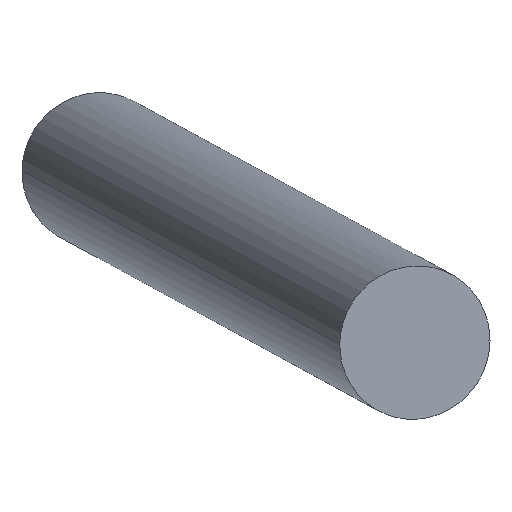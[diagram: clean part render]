
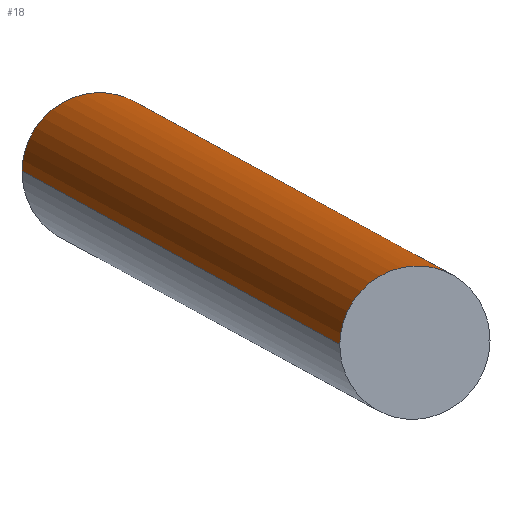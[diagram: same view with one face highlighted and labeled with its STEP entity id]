
A CAD part, left-side view. The second image highlights one B-rep face of the part: STEP entity #18.
In plain terms, the highlighted free-form (B-spline) face has degree [2, 1] with [5, 2] control points.
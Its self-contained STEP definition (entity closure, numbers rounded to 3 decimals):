
#18=ADVANCED_FACE('',(#22),#58,.T.);
#22=FACE_OUTER_BOUND('',#26,.T.);
#26=EDGE_LOOP('',(#35,#36,#37,#38));
#35=ORIENTED_EDGE('',*,*,#43,.T.);
#36=ORIENTED_EDGE('',*,*,#40,.T.);
#37=ORIENTED_EDGE('',*,*,#44,.F.);
#38=ORIENTED_EDGE('',*,*,#42,.F.);
#40=EDGE_CURVE('',#51,#52,#46,.T.);
#42=EDGE_CURVE('',#53,#54,#48,.T.);
#43=EDGE_CURVE('',#53,#51,#49,.T.);
#44=EDGE_CURVE('',#54,#52,#50,.T.);
#46=(
BOUNDED_CURVE()
B_SPLINE_CURVE(1,(#120,#121),.UNSPECIFIED.,.F.,.F.)
B_SPLINE_CURVE_WITH_KNOTS((2,2),(0.,33.892),.UNSPECIFIED.)
CURVE()
GEOMETRIC_REPRESENTATION_ITEM()
RATIONAL_B_SPLINE_CURVE((1.,1.))
REPRESENTATION_ITEM('')
);
#48=(
BOUNDED_CURVE()
B_SPLINE_CURVE(1,(#127,#128),.UNSPECIFIED.,.F.,.F.)
B_SPLINE_CURVE_WITH_KNOTS((2,2),(0.,33.892),.UNSPECIFIED.)
CURVE()
GEOMETRIC_REPRESENTATION_ITEM()
RATIONAL_B_SPLINE_CURVE((1.,1.))
REPRESENTATION_ITEM('')
);
#49=(
BOUNDED_CURVE()
B_SPLINE_CURVE(2,(#129,#130,#131,#132,#133),.UNSPECIFIED.,.F.,.F.)
B_SPLINE_CURVE_WITH_KNOTS((3,2,3),(6.283,9.425,12.566),
 .UNSPECIFIED.)
CURVE()
GEOMETRIC_REPRESENTATION_ITEM()
RATIONAL_B_SPLINE_CURVE((1.,0.707,1.,0.707,1.))
REPRESENTATION_ITEM('')
);
#50=(
BOUNDED_CURVE()
B_SPLINE_CURVE(2,(#134,#135,#136,#137,#138),.UNSPECIFIED.,.F.,.F.)
B_SPLINE_CURVE_WITH_KNOTS((3,2,3),(6.283,9.425,12.566),
 .UNSPECIFIED.)
CURVE()
GEOMETRIC_REPRESENTATION_ITEM()
RATIONAL_B_SPLINE_CURVE((1.,0.707,1.,0.707,1.))
REPRESENTATION_ITEM('')
);
#51=VERTEX_POINT('',#111);
#52=VERTEX_POINT('',#112);
#53=VERTEX_POINT('',#113);
#54=VERTEX_POINT('',#114);
#58=(
BOUNDED_SURFACE()
B_SPLINE_SURFACE(2,1,((#101,#102),(#103,#104),(#105,#106),(#107,#108),(#109,
#110)),.UNSPECIFIED.,.F.,.F.,.F.)
B_SPLINE_SURFACE_WITH_KNOTS((3,2,3),(2,2),(6.283,9.425,
12.566),(0.,33.892),.UNSPECIFIED.)
GEOMETRIC_REPRESENTATION_ITEM()
RATIONAL_B_SPLINE_SURFACE(((1.,1.),(0.707,0.707),
(1.,1.),(0.707,0.707),(1.,1.)))
REPRESENTATION_ITEM('')
SURFACE()
);
#101=CARTESIAN_POINT('',(91.089,-226.05,-922.915));
#102=CARTESIAN_POINT('',(123.665,-217.837,-918.438));
#103=CARTESIAN_POINT('',(90.822,-226.073,-920.933));
#104=CARTESIAN_POINT('',(123.398,-217.86,-916.456));
#105=CARTESIAN_POINT('',(91.305,-228.013,-920.891));
#106=CARTESIAN_POINT('',(123.881,-219.801,-916.413));
#107=CARTESIAN_POINT('',(91.789,-229.953,-920.848));
#108=CARTESIAN_POINT('',(124.365,-221.741,-916.371));
#109=CARTESIAN_POINT('',(92.055,-229.93,-922.83));
#110=CARTESIAN_POINT('',(124.631,-221.718,-918.353));
#111=CARTESIAN_POINT('',(92.055,-229.93,-922.83));
#112=CARTESIAN_POINT('',(124.631,-221.718,-918.353));
#113=CARTESIAN_POINT('',(91.089,-226.05,-922.915));
#114=CARTESIAN_POINT('',(123.665,-217.837,-918.438));
#120=CARTESIAN_POINT('',(92.055,-229.93,-922.83));
#121=CARTESIAN_POINT('',(124.631,-221.718,-918.353));
#127=CARTESIAN_POINT('',(91.089,-226.05,-922.915));
#128=CARTESIAN_POINT('',(123.665,-217.837,-918.438));
#129=CARTESIAN_POINT('',(91.089,-226.05,-922.915));
#130=CARTESIAN_POINT('',(90.822,-226.073,-920.933));
#131=CARTESIAN_POINT('',(91.305,-228.013,-920.891));
#132=CARTESIAN_POINT('',(91.789,-229.953,-920.848));
#133=CARTESIAN_POINT('',(92.055,-229.93,-922.83));
#134=CARTESIAN_POINT('',(123.665,-217.837,-918.438));
#135=CARTESIAN_POINT('',(123.398,-217.86,-916.456));
#136=CARTESIAN_POINT('',(123.881,-219.801,-916.413));
#137=CARTESIAN_POINT('',(124.365,-221.741,-916.371));
#138=CARTESIAN_POINT('',(124.631,-221.718,-918.353));
